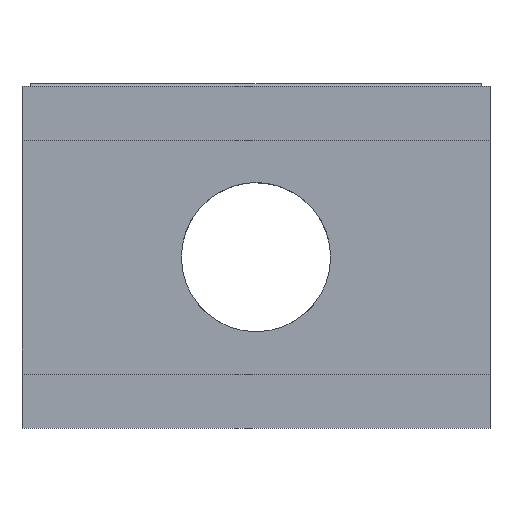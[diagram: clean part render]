
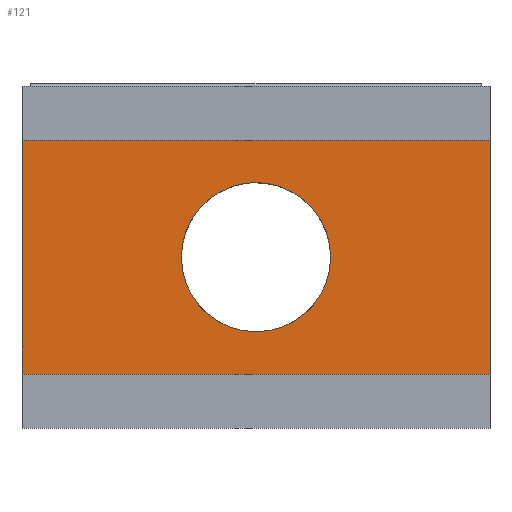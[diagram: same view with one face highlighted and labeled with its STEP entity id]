
A CAD part, top view. The second image highlights one B-rep face of the part: STEP entity #121.
In plain terms, the highlighted planar face has unit normal (0, 0, 1).
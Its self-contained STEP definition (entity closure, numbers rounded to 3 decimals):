
#121=ADVANCED_FACE('',(#271,#272),#273,.T.);
#271=FACE_OUTER_BOUND('',#448,.T.);
#272=FACE_BOUND('',#449,.T.);
#273=PLANE('',#450);
#448=EDGE_LOOP('',(#734,#735,#736,#737));
#449=EDGE_LOOP('',(#738,#739));
#450=AXIS2_PLACEMENT_3D('',#740,#741,#742);
#734=ORIENTED_EDGE('',*,*,#1207,.T.);
#735=ORIENTED_EDGE('',*,*,#1208,.F.);
#736=ORIENTED_EDGE('',*,*,#1209,.T.);
#737=ORIENTED_EDGE('',*,*,#1204,.T.);
#738=ORIENTED_EDGE('',*,*,#1159,.T.);
#739=ORIENTED_EDGE('',*,*,#1173,.T.);
#740=CARTESIAN_POINT('',(-8.0,-4.0,1.));
#741=DIRECTION('',(0.0,0.0,1.0));
#742=DIRECTION('',(1.0,-0.0,0.0));
#1159=EDGE_CURVE('',#1410,#1418,#1420,.T.);
#1173=EDGE_CURVE('',#1418,#1410,#1443,.T.);
#1204=EDGE_CURVE('',#1490,#1488,#1491,.T.);
#1207=EDGE_CURVE('',#1488,#1494,#1495,.T.);
#1208=EDGE_CURVE('',#1496,#1494,#1497,.T.);
#1209=EDGE_CURVE('',#1496,#1490,#1498,.T.);
#1410=VERTEX_POINT('',#1818);
#1418=VERTEX_POINT('',#1827);
#1420=CIRCLE('',#1830,2.55);
#1443=CIRCLE('',#1862,2.55);
#1488=VERTEX_POINT('',#1926);
#1490=VERTEX_POINT('',#1929);
#1491=LINE('',#1930,#1931);
#1494=VERTEX_POINT('',#1935);
#1495=LINE('',#1936,#1937);
#1496=VERTEX_POINT('',#1938);
#1497=LINE('',#1939,#1940);
#1498=LINE('',#1941,#1942);
#1818=CARTESIAN_POINT('',(2.55,0.0,1.0));
#1827=CARTESIAN_POINT('',(-2.55,0.,1.));
#1830=AXIS2_PLACEMENT_3D('',#2244,#2245,#2246);
#1862=AXIS2_PLACEMENT_3D('',#2259,#2260,#2261);
#1926=CARTESIAN_POINT('',(8.0,-4.0,1.0));
#1929=CARTESIAN_POINT('',(-8.0,-4.0,1.));
#1930=CARTESIAN_POINT('',(-8.0,-4.0,1.));
#1931=VECTOR('',#2291,16.0);
#1935=CARTESIAN_POINT('',(8.0,4.0,1.0));
#1936=CARTESIAN_POINT('',(8.0,-4.0,1.0));
#1937=VECTOR('',#2293,8.0);
#1938=CARTESIAN_POINT('',(-8.0,4.0,1.));
#1939=CARTESIAN_POINT('',(-8.0,4.0,1.));
#1940=VECTOR('',#2294,16.0);
#1941=CARTESIAN_POINT('',(-8.0,4.0,1.));
#1942=VECTOR('',#2295,8.0);
#2244=CARTESIAN_POINT('',(0.0,0.0,1.));
#2245=DIRECTION('',(0.0,0.0,-1.0));
#2246=DIRECTION('',(1.0,0.0,0.0));
#2259=CARTESIAN_POINT('',(0.0,0.0,1.));
#2260=DIRECTION('',(0.0,0.0,-1.0));
#2261=DIRECTION('',(1.0,0.0,0.0));
#2291=DIRECTION('',(1.0,0.0,0.0));
#2293=DIRECTION('',(0.0,1.0,0.0));
#2294=DIRECTION('',(1.0,0.0,0.0));
#2295=DIRECTION('',(0.0,-1.0,0.0));
